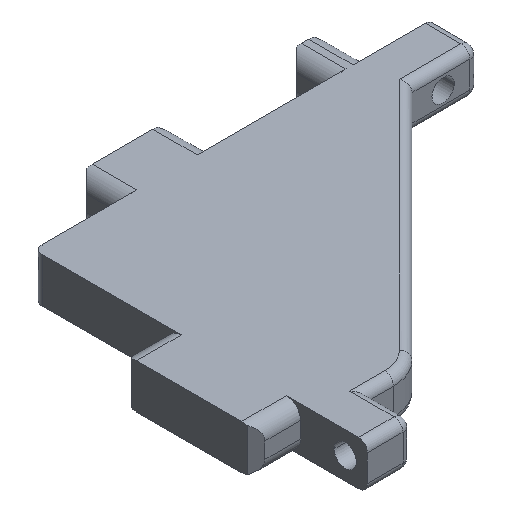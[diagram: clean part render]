
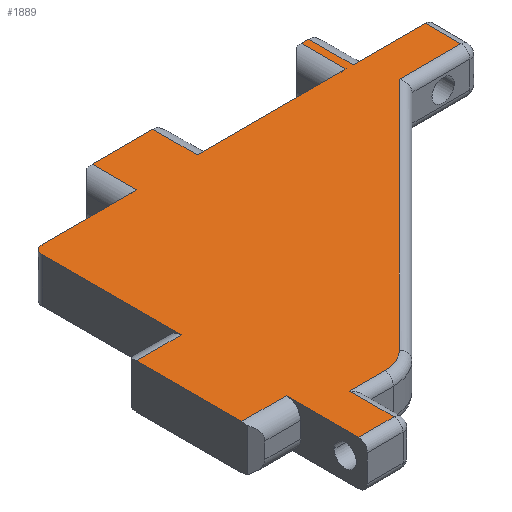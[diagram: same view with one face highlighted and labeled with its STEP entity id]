
A CAD part, isometric view. The second image highlights one B-rep face of the part: STEP entity #1889.
In plain terms, the highlighted planar face has unit normal (0, 0, 1).
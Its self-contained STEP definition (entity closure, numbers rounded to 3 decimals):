
#218=DIRECTION('',(-1.,0.,0.));
#219=VECTOR('',#218,21.2);
#220=CARTESIAN_POINT('',(23.2,70.,10.));
#221=LINE('',#220,#219);
#303=DIRECTION('',(-1.,0.,0.));
#304=VECTOR('',#303,33.4);
#305=CARTESIAN_POINT('',(70.2,70.,10.));
#306=LINE('',#305,#304);
#395=DIRECTION('',(-1.,0.,0.));
#396=VECTOR('',#395,16.2);
#397=CARTESIAN_POINT('',(88.,70.,10.));
#398=LINE('',#397,#396);
#494=CARTESIAN_POINT('',(2.,68.,10.));
#495=DIRECTION('',(0.,0.,1.));
#496=DIRECTION('',(0.,1.,0.));
#497=AXIS2_PLACEMENT_3D('',#494,#495,#496);
#499=DIRECTION('',(0.,-1.,0.));
#500=VECTOR('',#499,10.);
#501=CARTESIAN_POINT('',(23.2,80.,10.));
#502=LINE('',#501,#500);
#503=DIRECTION('',(-1.,0.,0.));
#504=VECTOR('',#503,13.6);
#505=CARTESIAN_POINT('',(36.8,80.,10.));
#506=LINE('',#505,#504);
#507=DIRECTION('',(0.,1.,0.));
#508=VECTOR('',#507,10.);
#509=CARTESIAN_POINT('',(36.8,70.,10.));
#510=LINE('',#509,#508);
#511=DIRECTION('',(0.,-1.,0.));
#512=VECTOR('',#511,10.);
#513=CARTESIAN_POINT('',(70.2,80.,10.));
#514=LINE('',#513,#512);
#515=DIRECTION('',(-1.,0.,0.));
#516=VECTOR('',#515,1.6);
#517=CARTESIAN_POINT('',(71.8,80.,10.));
#518=LINE('',#517,#516);
#519=DIRECTION('',(0.,1.,0.));
#520=VECTOR('',#519,10.);
#521=CARTESIAN_POINT('',(71.8,70.,10.));
#522=LINE('',#521,#520);
#523=DIRECTION('',(0.,-1.,0.));
#524=VECTOR('',#523,8.);
#525=CARTESIAN_POINT('',(88.,70.,10.));
#526=LINE('',#525,#524);
#527=DIRECTION('',(-1.,0.,0.));
#528=VECTOR('',#527,13.828);
#529=CARTESIAN_POINT('',(88.,62.,10.));
#530=LINE('',#529,#528);
#531=DIRECTION('',(0.707,0.707,0.));
#532=VECTOR('',#531,74.468);
#533=CARTESIAN_POINT('',(21.515,9.343,10.));
#534=LINE('',#533,#532);
#535=CARTESIAN_POINT('',(15.858,15.,10.));
#536=DIRECTION('',(0.,0.,1.));
#537=DIRECTION('',(0.,-1.,0.));
#538=AXIS2_PLACEMENT_3D('',#535,#536,#537);
#540=DIRECTION('',(1.,0.,0.));
#541=VECTOR('',#540,7.858);
#542=CARTESIAN_POINT('',(8.,7.,10.));
#543=LINE('',#542,#541);
#544=DIRECTION('',(0.,-1.,0.));
#545=VECTOR('',#544,10.);
#546=CARTESIAN_POINT('',(8.,7.,10.));
#547=LINE('',#546,#545);
#548=DIRECTION('',(-1.,0.,0.));
#549=VECTOR('',#548,8.);
#550=CARTESIAN_POINT('',(8.,-3.,10.));
#551=LINE('',#550,#549);
#552=DIRECTION('',(1.,0.,0.));
#553=VECTOR('',#552,10.);
#554=CARTESIAN_POINT('',(-10.,13.2,10.));
#555=LINE('',#554,#553);
#556=DIRECTION('',(0.,-1.,0.));
#557=VECTOR('',#556,23.6);
#558=CARTESIAN_POINT('',(-10.,36.8,10.));
#559=LINE('',#558,#557);
#560=DIRECTION('',(-1.,0.,0.));
#561=VECTOR('',#560,10.);
#562=CARTESIAN_POINT('',(0.,36.8,10.));
#563=LINE('',#562,#561);
#712=DIRECTION('',(0.,-1.,0.));
#713=VECTOR('',#712,31.2);
#714=CARTESIAN_POINT('',(0.,68.,10.));
#715=LINE('',#714,#713);
#737=DIRECTION('',(0.,-1.,0.));
#738=VECTOR('',#737,16.2);
#739=CARTESIAN_POINT('',(0.,13.2,10.));
#740=LINE('',#739,#738);
#960=CARTESIAN_POINT('',(36.8,80.,10.));
#962=VERTEX_POINT('',#960);
#967=CARTESIAN_POINT('',(36.8,70.,10.));
#968=VERTEX_POINT('',#967);
#969=CARTESIAN_POINT('',(71.8,80.,10.));
#971=VERTEX_POINT('',#969);
#976=CARTESIAN_POINT('',(71.8,70.,10.));
#977=VERTEX_POINT('',#976);
#983=CARTESIAN_POINT('',(70.2,80.,10.));
#984=VERTEX_POINT('',#983);
#985=CARTESIAN_POINT('',(70.2,70.,10.));
#986=VERTEX_POINT('',#985);
#1019=CARTESIAN_POINT('',(23.2,80.,10.));
#1020=VERTEX_POINT('',#1019);
#1021=CARTESIAN_POINT('',(23.2,70.,10.));
#1022=VERTEX_POINT('',#1021);
#1046=CARTESIAN_POINT('',(-10.,13.2,10.));
#1047=VERTEX_POINT('',#1046);
#1048=CARTESIAN_POINT('',(0.,13.2,10.));
#1049=VERTEX_POINT('',#1048);
#1059=CARTESIAN_POINT('',(-10.,36.8,10.));
#1061=VERTEX_POINT('',#1059);
#1066=CARTESIAN_POINT('',(0.,36.8,10.));
#1067=VERTEX_POINT('',#1066);
#1084=CARTESIAN_POINT('',(2.,70.,10.));
#1085=VERTEX_POINT('',#1084);
#1086=CARTESIAN_POINT('',(0.,68.,10.));
#1087=VERTEX_POINT('',#1086);
#1097=CARTESIAN_POINT('',(0.,-3.,10.));
#1099=VERTEX_POINT('',#1097);
#1100=CARTESIAN_POINT('',(8.,-3.,10.));
#1101=VERTEX_POINT('',#1100);
#1104=CARTESIAN_POINT('',(88.,70.,10.));
#1106=VERTEX_POINT('',#1104);
#1110=CARTESIAN_POINT('',(88.,62.,10.));
#1111=VERTEX_POINT('',#1110);
#1132=CARTESIAN_POINT('',(74.172,62.,10.));
#1133=VERTEX_POINT('',#1132);
#1136=CARTESIAN_POINT('',(21.515,9.343,10.));
#1137=VERTEX_POINT('',#1136);
#1144=CARTESIAN_POINT('',(8.,7.,10.));
#1145=CARTESIAN_POINT('',(15.858,7.,10.));
#1146=VERTEX_POINT('',#1144);
#1147=VERTEX_POINT('',#1145);
#1848=CARTESIAN_POINT('',(0.,0.,10.));
#1849=DIRECTION('',(0.,0.,1.));
#1850=DIRECTION('',(1.,0.,0.));
#1851=AXIS2_PLACEMENT_3D('',#1848,#1849,#1850);
#1852=PLANE('',#1851);
#1853=ORIENTED_EDGE('',*,*,#1440,.F.);
#1854=ORIENTED_EDGE('',*,*,#1460,.F.);
#1856=ORIENTED_EDGE('',*,*,#1855,.F.);
#1857=ORIENTED_EDGE('',*,*,#1488,.F.);
#1858=ORIENTED_EDGE('',*,*,#1515,.F.);
#1859=ORIENTED_EDGE('',*,*,#1574,.F.);
#1861=ORIENTED_EDGE('',*,*,#1860,.F.);
#1862=ORIENTED_EDGE('',*,*,#1605,.F.);
#1863=ORIENTED_EDGE('',*,*,#1632,.F.);
#1864=ORIENTED_EDGE('',*,*,#1686,.F.);
#1865=ORIENTED_EDGE('',*,*,#1817,.T.);
#1866=ORIENTED_EDGE('',*,*,#1839,.T.);
#1868=ORIENTED_EDGE('',*,*,#1867,.F.);
#1870=ORIENTED_EDGE('',*,*,#1869,.F.);
#1872=ORIENTED_EDGE('',*,*,#1871,.F.);
#1874=ORIENTED_EDGE('',*,*,#1873,.T.);
#1876=ORIENTED_EDGE('',*,*,#1875,.T.);
#1878=ORIENTED_EDGE('',*,*,#1877,.F.);
#1880=ORIENTED_EDGE('',*,*,#1879,.F.);
#1882=ORIENTED_EDGE('',*,*,#1881,.F.);
#1884=ORIENTED_EDGE('',*,*,#1883,.F.);
#1886=ORIENTED_EDGE('',*,*,#1885,.F.);
#1887=EDGE_LOOP('',(#1853,#1854,#1856,#1857,#1858,#1859,#1861,#1862,#1863,#1864,
#1865,#1866,#1868,#1870,#1872,#1874,#1876,#1878,#1880,#1882,#1884,#1886));
#1888=FACE_OUTER_BOUND('',#1887,.F.);
#1889=ADVANCED_FACE('',(#1888),#1852,.T.);
#498=CIRCLE('',#497,2.);
#539=CIRCLE('',#538,8.);
#1440=EDGE_CURVE('',#1085,#1087,#498,.T.);
#1460=EDGE_CURVE('',#1022,#1085,#221,.T.);
#1488=EDGE_CURVE('',#962,#1020,#506,.T.);
#1515=EDGE_CURVE('',#968,#962,#510,.T.);
#1574=EDGE_CURVE('',#986,#968,#306,.T.);
#1605=EDGE_CURVE('',#971,#984,#518,.T.);
#1632=EDGE_CURVE('',#977,#971,#522,.T.);
#1686=EDGE_CURVE('',#1106,#977,#398,.T.);
#1817=EDGE_CURVE('',#1106,#1111,#526,.T.);
#1839=EDGE_CURVE('',#1111,#1133,#530,.T.);
#1855=EDGE_CURVE('',#1020,#1022,#502,.T.);
#1860=EDGE_CURVE('',#984,#986,#514,.T.);
#1867=EDGE_CURVE('',#1137,#1133,#534,.T.);
#1869=EDGE_CURVE('',#1147,#1137,#539,.T.);
#1871=EDGE_CURVE('',#1146,#1147,#543,.T.);
#1873=EDGE_CURVE('',#1146,#1101,#547,.T.);
#1875=EDGE_CURVE('',#1101,#1099,#551,.T.);
#1877=EDGE_CURVE('',#1049,#1099,#740,.T.);
#1879=EDGE_CURVE('',#1047,#1049,#555,.T.);
#1881=EDGE_CURVE('',#1061,#1047,#559,.T.);
#1883=EDGE_CURVE('',#1067,#1061,#563,.T.);
#1885=EDGE_CURVE('',#1087,#1067,#715,.T.);
